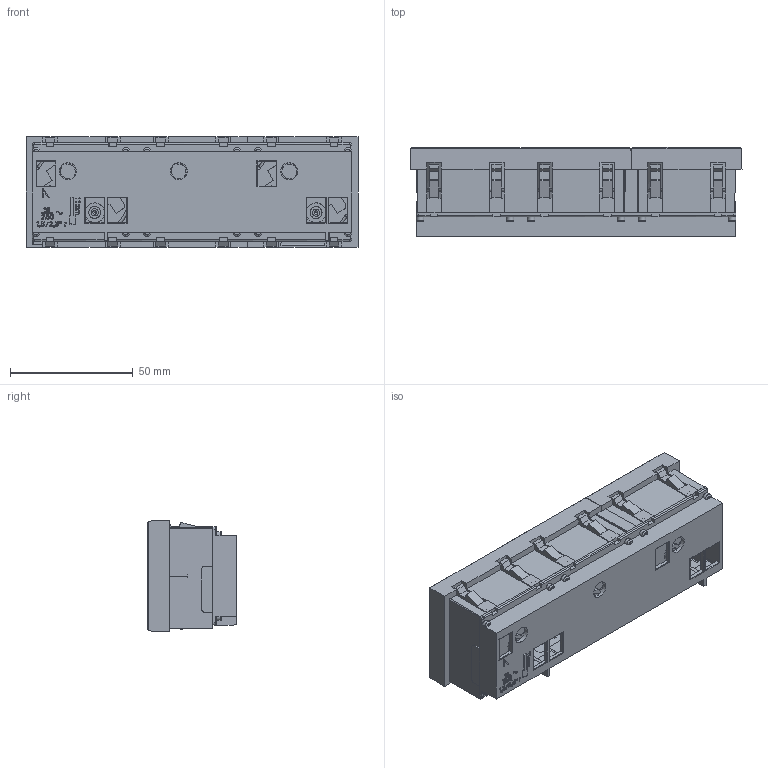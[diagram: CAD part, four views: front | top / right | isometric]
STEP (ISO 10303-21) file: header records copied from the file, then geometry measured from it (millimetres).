
FILE_DESCRIPTION((''),'2;1');
FILE_NAME('6120270_ASM','2015-07-10T',('AndreasKeweloh'),(''),'CREO PARAMETRIC BY PTC INC, 2015080','CREO PARAMETRIC BY PTC INC, 2015080','');
FILE_SCHEMA(('CONFIG_CONTROL_DESIGN'));
Products named in the file (9): 044025; 047862_ASM; 044043; 044050; 077661_ASM; 044042; 077660_ASM; 044048; 6120270_ASM
Assembly tree (12 placements, depth 3):
  6120270_ASM
    047862_ASM
      044025  x3
    077661_ASM
      044043
      044050  x2
    077660_ASM
      044050
      044042
    044048
Bounding box: 135 x 36.45 x 45 mm (x, y, z)
Volume: 52585.4 mm3; surface area: 67667.6 mm2
Topology: 9 solids, 9 shells, 1994 faces, 5617 edges, 3674 vertices
Faces by surface type: plane 1499, cylinder 210, cone 171, bspline 44, extrusion 35, torus 29, sphere 6
Entity records: 66777 total; most frequent: CARTESIAN_POINT 17102, ORIENTED_EDGE 10954, DIRECTION 9240, EDGE_CURVE 5477, VECTOR 4334, LINE 4299, VERTEX_POINT 3590, AXIS2_PLACEMENT_3D 2453
